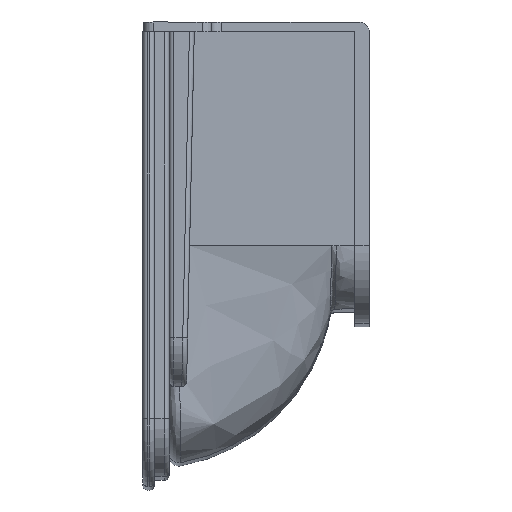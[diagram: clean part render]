
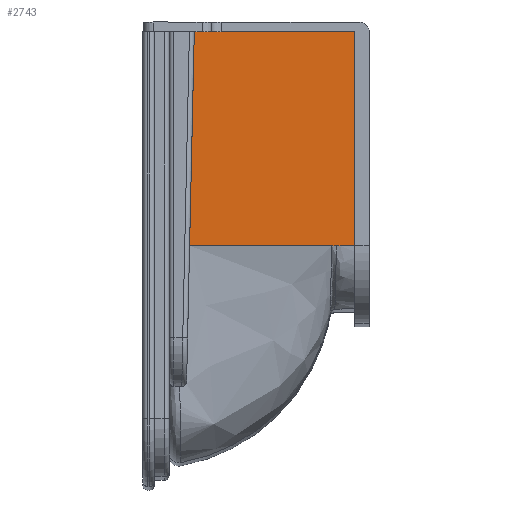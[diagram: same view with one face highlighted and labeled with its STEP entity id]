
A CAD part, top view. The second image highlights one B-rep face of the part: STEP entity #2743.
In plain terms, the highlighted planar face has unit normal (0, 0, 1).
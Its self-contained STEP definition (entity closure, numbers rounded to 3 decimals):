
#234=PLANE('',#2999);
#325=FACE_OUTER_BOUND('',#478,.T.);
#478=EDGE_LOOP('',(#2210,#2211,#2212,#2213,#2214,#2215,#2216));
#642=LINE('',#4853,#850);
#662=LINE('',#5445,#870);
#667=LINE('',#5486,#875);
#670=LINE('',#5554,#878);
#673=LINE('',#5619,#881);
#674=LINE('',#5620,#882);
#683=LINE('',#5900,#891);
#850=VECTOR('',#3391,14.62);
#870=VECTOR('',#3451,22.);
#875=VECTOR('',#3464,22.005);
#878=VECTOR('',#3473,0.48);
#881=VECTOR('',#3476,1.5);
#882=VECTOR('',#3477,0.382);
#891=VECTOR('',#3514,16.5);
#1230=VERTEX_POINT('',#4843);
#1231=VERTEX_POINT('',#4852);
#1256=VERTEX_POINT('',#5442);
#1257=VERTEX_POINT('',#5444);
#1261=VERTEX_POINT('',#5485);
#1264=VERTEX_POINT('',#5544);
#1266=VERTEX_POINT('',#5618);
#1530=EDGE_CURVE('',#1231,#1230,#642,.T.);
#1573=EDGE_CURVE('',#1256,#1257,#662,.T.);
#1581=EDGE_CURVE('',#1261,#1231,#667,.T.);
#1587=EDGE_CURVE('',#1230,#1264,#670,.T.);
#1590=EDGE_CURVE('',#1266,#1257,#673,.T.);
#1591=EDGE_CURVE('',#1264,#1266,#674,.T.);
#1610=EDGE_CURVE('',#1256,#1261,#683,.T.);
#2210=ORIENTED_EDGE('',*,*,#1581,.T.);
#2211=ORIENTED_EDGE('',*,*,#1530,.T.);
#2212=ORIENTED_EDGE('',*,*,#1587,.T.);
#2213=ORIENTED_EDGE('',*,*,#1591,.T.);
#2214=ORIENTED_EDGE('',*,*,#1590,.T.);
#2215=ORIENTED_EDGE('',*,*,#1573,.F.);
#2216=ORIENTED_EDGE('',*,*,#1610,.T.);
#2743=ADVANCED_FACE('',(#325),#234,.T.);
#2999=AXIS2_PLACEMENT_3D('',#5901,#3515,#3516);
#3391=DIRECTION('',(1.,0.,0.));
#3451=DIRECTION('',(0.,-1.,0.));
#3464=DIRECTION('',(-0.022,-1.,0.));
#3473=DIRECTION('',(1.,0.,0.));
#3476=DIRECTION('',(1.,0.,0.));
#3477=DIRECTION('',(1.,0.,0.));
#3514=DIRECTION('',(-1.,0.,0.));
#3515=DIRECTION('center_axis',(0.,0.,1.));
#3516=DIRECTION('ref_axis',(1.,0.,0.));
#4843=CARTESIAN_POINT('',(16.738,-24.,98.));
#4852=CARTESIAN_POINT('',(2.118,-24.,98.));
#4853=CARTESIAN_POINT('',(2.118,-24.,98.));
#5442=CARTESIAN_POINT('',(19.1,-2.,98.));
#5444=CARTESIAN_POINT('',(19.1,-24.,98.));
#5445=CARTESIAN_POINT('',(19.1,-2.,98.));
#5485=CARTESIAN_POINT('',(2.6,-2.,98.));
#5486=CARTESIAN_POINT('',(2.6,-2.,98.));
#5544=CARTESIAN_POINT('',(17.218,-24.,98.));
#5554=CARTESIAN_POINT('',(16.738,-24.,98.));
#5618=CARTESIAN_POINT('',(17.6,-24.,98.));
#5619=CARTESIAN_POINT('',(17.6,-24.,98.));
#5620=CARTESIAN_POINT('',(17.218,-24.,98.));
#5900=CARTESIAN_POINT('',(19.1,-2.,98.));
#5901=CARTESIAN_POINT('Origin',(1.5,-0.5,98.));
